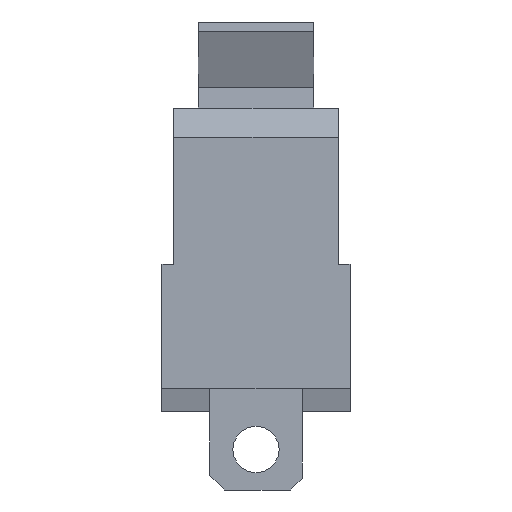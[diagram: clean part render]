
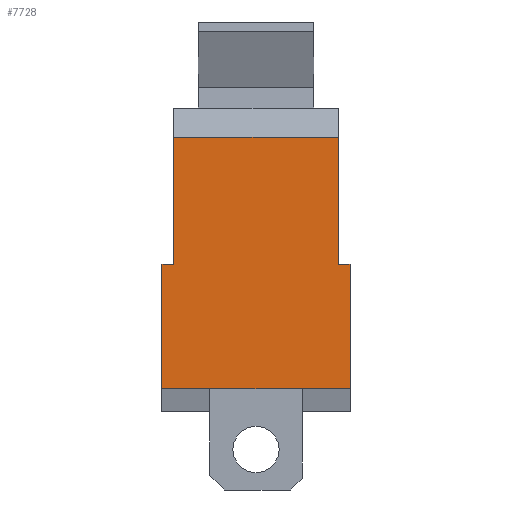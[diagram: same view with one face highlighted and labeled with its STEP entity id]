
A CAD part, front view. The second image highlights one B-rep face of the part: STEP entity #7728.
In plain terms, the highlighted planar face has unit normal (0, -1, 0).
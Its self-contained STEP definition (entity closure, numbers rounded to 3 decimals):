
#4197 = PLANE('',#4198);
#4198 = AXIS2_PLACEMENT_3D('',#4199,#4200,#4201);
#4199 = CARTESIAN_POINT('',(18.049,-9.,7.797));
#4200 = DIRECTION('',(0.,0.,1.));
#4201 = DIRECTION('',(1.,0.,0.));
#4222 = VERTEX_POINT('',#4223);
#4223 = CARTESIAN_POINT('',(17.848,-19.,7.797));
#4237 = PLANE('',#4238);
#4238 = AXIS2_PLACEMENT_3D('',#4239,#4240,#4241);
#4239 = CARTESIAN_POINT('',(17.848,-8.793,
    10.255));
#4240 = DIRECTION('',(1.,0.,0.));
#4241 = DIRECTION('',(0.,0.,1.));
#4249 = EDGE_CURVE('',#4222,#4250,#4252,.T.);
#4250 = VERTEX_POINT('',#4251);
#4251 = CARTESIAN_POINT('',(18.25,-19.,7.797));
#4252 = SURFACE_CURVE('',#4253,(#4257,#4264),.PCURVE_S1.);
#4253 = LINE('',#4254,#4255);
#4254 = CARTESIAN_POINT('',(17.848,-19.,7.797));
#4255 = VECTOR('',#4256,1.);
#4256 = DIRECTION('',(1.,0.,0.));
#4257 = PCURVE('',#4197,#4258);
#4258 = DEFINITIONAL_REPRESENTATION('',(#4259),#4263);
#4259 = LINE('',#4260,#4261);
#4260 = CARTESIAN_POINT('',(-0.201,-10.));
#4261 = VECTOR('',#4262,1.);
#4262 = DIRECTION('',(1.,0.));
#4263 = ( GEOMETRIC_REPRESENTATION_CONTEXT(2) 
PARAMETRIC_REPRESENTATION_CONTEXT() REPRESENTATION_CONTEXT('2D SPACE',''
  ) );
#4264 = PCURVE('',#4265,#4270);
#4265 = PLANE('',#4266);
#4266 = AXIS2_PLACEMENT_3D('',#4267,#4268,#4269);
#4267 = CARTESIAN_POINT('',(15.,-19.,7.734));
#4268 = DIRECTION('',(-0.,-1.,-0.));
#4269 = DIRECTION('',(0.,0.,-1.));
#4270 = DEFINITIONAL_REPRESENTATION('',(#4271),#4275);
#4271 = LINE('',#4272,#4273);
#4272 = CARTESIAN_POINT('',(-0.063,2.848));
#4273 = VECTOR('',#4274,1.);
#4274 = DIRECTION('',(0.,1.));
#4275 = ( GEOMETRIC_REPRESENTATION_CONTEXT(2) 
PARAMETRIC_REPRESENTATION_CONTEXT() REPRESENTATION_CONTEXT('2D SPACE',''
  ) );
#4291 = PLANE('',#4292);
#4292 = AXIS2_PLACEMENT_3D('',#4293,#4294,#4295);
#4293 = CARTESIAN_POINT('',(18.25,-8.965,5.386));
#4294 = DIRECTION('',(1.,0.,0.));
#4295 = DIRECTION('',(0.,0.,1.));
#4526 = EDGE_CURVE('',#4250,#4527,#4529,.T.);
#4527 = VERTEX_POINT('',#4528);
#4528 = CARTESIAN_POINT('',(18.25,-19.,3.503));
#4529 = SURFACE_CURVE('',#4530,(#4534,#4541),.PCURVE_S1.);
#4530 = LINE('',#4531,#4532);
#4531 = CARTESIAN_POINT('',(18.25,-19.,7.797));
#4532 = VECTOR('',#4533,1.);
#4533 = DIRECTION('',(0.,0.,-1.));
#4534 = PCURVE('',#4291,#4535);
#4535 = DEFINITIONAL_REPRESENTATION('',(#4536),#4540);
#4536 = LINE('',#4537,#4538);
#4537 = CARTESIAN_POINT('',(2.411,10.035));
#4538 = VECTOR('',#4539,1.);
#4539 = DIRECTION('',(-1.,0.));
#4540 = ( GEOMETRIC_REPRESENTATION_CONTEXT(2) 
PARAMETRIC_REPRESENTATION_CONTEXT() REPRESENTATION_CONTEXT('2D SPACE',''
  ) );
#4541 = PCURVE('',#4265,#4542);
#4542 = DEFINITIONAL_REPRESENTATION('',(#4543),#4547);
#4543 = LINE('',#4544,#4545);
#4544 = CARTESIAN_POINT('',(-0.063,3.25));
#4545 = VECTOR('',#4546,1.);
#4546 = DIRECTION('',(1.,0.));
#4547 = ( GEOMETRIC_REPRESENTATION_CONTEXT(2) 
PARAMETRIC_REPRESENTATION_CONTEXT() REPRESENTATION_CONTEXT('2D SPACE',''
  ) );
#4565 = PLANE('',#4566);
#4566 = AXIS2_PLACEMENT_3D('',#4567,#4568,#4569);
#4567 = CARTESIAN_POINT('',(15.,-17.315,3.503));
#4568 = DIRECTION('',(-0.,-0.,-1.));
#4569 = DIRECTION('',(-1.,0.,0.));
#5741 = PLANE('',#5742);
#5742 = AXIS2_PLACEMENT_3D('',#5743,#5744,#5745);
#5743 = CARTESIAN_POINT('',(11.75,-8.965,5.386));
#5744 = DIRECTION('',(-1.,-0.,-0.));
#5745 = DIRECTION('',(0.,0.,-1.));
#5807 = VERTEX_POINT('',#5808);
#5808 = CARTESIAN_POINT('',(11.75,-19.,3.503));
#5829 = EDGE_CURVE('',#5807,#5830,#5832,.T.);
#5830 = VERTEX_POINT('',#5831);
#5831 = CARTESIAN_POINT('',(11.75,-19.,7.797));
#5832 = SURFACE_CURVE('',#5833,(#5837,#5844),.PCURVE_S1.);
#5833 = LINE('',#5834,#5835);
#5834 = CARTESIAN_POINT('',(11.75,-19.,3.503));
#5835 = VECTOR('',#5836,1.);
#5836 = DIRECTION('',(0.,0.,1.));
#5837 = PCURVE('',#5741,#5838);
#5838 = DEFINITIONAL_REPRESENTATION('',(#5839),#5843);
#5839 = LINE('',#5840,#5841);
#5840 = CARTESIAN_POINT('',(1.883,10.035));
#5841 = VECTOR('',#5842,1.);
#5842 = DIRECTION('',(-1.,0.));
#5843 = ( GEOMETRIC_REPRESENTATION_CONTEXT(2) 
PARAMETRIC_REPRESENTATION_CONTEXT() REPRESENTATION_CONTEXT('2D SPACE',''
  ) );
#5844 = PCURVE('',#4265,#5845);
#5845 = DEFINITIONAL_REPRESENTATION('',(#5846),#5850);
#5846 = LINE('',#5847,#5848);
#5847 = CARTESIAN_POINT('',(4.231,-3.25));
#5848 = VECTOR('',#5849,1.);
#5849 = DIRECTION('',(-1.,0.));
#5850 = ( GEOMETRIC_REPRESENTATION_CONTEXT(2) 
PARAMETRIC_REPRESENTATION_CONTEXT() REPRESENTATION_CONTEXT('2D SPACE',''
  ) );
#5868 = PLANE('',#5869);
#5869 = AXIS2_PLACEMENT_3D('',#5870,#5871,#5872);
#5870 = CARTESIAN_POINT('',(11.951,-9.,7.797));
#5871 = DIRECTION('',(0.,0.,1.));
#5872 = DIRECTION('',(1.,0.,0.));
#6943 = EDGE_CURVE('',#5830,#6944,#6946,.T.);
#6944 = VERTEX_POINT('',#6945);
#6945 = CARTESIAN_POINT('',(12.153,-19.,7.797));
#6946 = SURFACE_CURVE('',#6947,(#6951,#6958),.PCURVE_S1.);
#6947 = LINE('',#6948,#6949);
#6948 = CARTESIAN_POINT('',(11.75,-19.,7.797));
#6949 = VECTOR('',#6950,1.);
#6950 = DIRECTION('',(1.,0.,0.));
#6951 = PCURVE('',#5868,#6952);
#6952 = DEFINITIONAL_REPRESENTATION('',(#6953),#6957);
#6953 = LINE('',#6954,#6955);
#6954 = CARTESIAN_POINT('',(-0.201,-10.));
#6955 = VECTOR('',#6956,1.);
#6956 = DIRECTION('',(1.,0.));
#6957 = ( GEOMETRIC_REPRESENTATION_CONTEXT(2) 
PARAMETRIC_REPRESENTATION_CONTEXT() REPRESENTATION_CONTEXT('2D SPACE',''
  ) );
#6958 = PCURVE('',#4265,#6959);
#6959 = DEFINITIONAL_REPRESENTATION('',(#6960),#6964);
#6960 = LINE('',#6961,#6962);
#6961 = CARTESIAN_POINT('',(-0.063,-3.25));
#6962 = VECTOR('',#6963,1.);
#6963 = DIRECTION('',(0.,1.));
#6964 = ( GEOMETRIC_REPRESENTATION_CONTEXT(2) 
PARAMETRIC_REPRESENTATION_CONTEXT() REPRESENTATION_CONTEXT('2D SPACE',''
  ) );
#6982 = PLANE('',#6983);
#6983 = AXIS2_PLACEMENT_3D('',#6984,#6985,#6986);
#6984 = CARTESIAN_POINT('',(12.153,-8.793,
    10.255));
#6985 = DIRECTION('',(-1.,0.,0.));
#6986 = DIRECTION('',(0.,0.,-1.));
#7067 = EDGE_CURVE('',#7068,#6944,#7070,.T.);
#7068 = VERTEX_POINT('',#7069);
#7069 = CARTESIAN_POINT('',(12.153,-19.,12.198));
#7070 = SURFACE_CURVE('',#7071,(#7075,#7082),.PCURVE_S1.);
#7071 = LINE('',#7072,#7073);
#7072 = CARTESIAN_POINT('',(12.153,-19.,12.198));
#7073 = VECTOR('',#7074,1.);
#7074 = DIRECTION('',(0.,0.,-1.));
#7075 = PCURVE('',#6982,#7076);
#7076 = DEFINITIONAL_REPRESENTATION('',(#7077),#7081);
#7077 = LINE('',#7078,#7079);
#7078 = CARTESIAN_POINT('',(-1.943,10.207));
#7079 = VECTOR('',#7080,1.);
#7080 = DIRECTION('',(1.,0.));
#7081 = ( GEOMETRIC_REPRESENTATION_CONTEXT(2) 
PARAMETRIC_REPRESENTATION_CONTEXT() REPRESENTATION_CONTEXT('2D SPACE',''
  ) );
#7082 = PCURVE('',#4265,#7083);
#7083 = DEFINITIONAL_REPRESENTATION('',(#7084),#7088);
#7084 = LINE('',#7085,#7086);
#7085 = CARTESIAN_POINT('',(-4.464,-2.847));
#7086 = VECTOR('',#7087,1.);
#7087 = DIRECTION('',(1.,0.));
#7088 = ( GEOMETRIC_REPRESENTATION_CONTEXT(2) 
PARAMETRIC_REPRESENTATION_CONTEXT() REPRESENTATION_CONTEXT('2D SPACE',''
  ) );
#7106 = PLANE('',#7107);
#7107 = AXIS2_PLACEMENT_3D('',#7108,#7109,#7110);
#7108 = CARTESIAN_POINT('',(15.,-13.793,
    12.198));
#7109 = DIRECTION('',(0.,0.,1.));
#7110 = DIRECTION('',(1.,0.,0.));
#7659 = VERTEX_POINT('',#7660);
#7660 = CARTESIAN_POINT('',(17.848,-19.,12.198));
#7681 = EDGE_CURVE('',#7659,#4222,#7682,.T.);
#7682 = SURFACE_CURVE('',#7683,(#7687,#7694),.PCURVE_S1.);
#7683 = LINE('',#7684,#7685);
#7684 = CARTESIAN_POINT('',(17.848,-19.,12.198));
#7685 = VECTOR('',#7686,1.);
#7686 = DIRECTION('',(0.,0.,-1.));
#7687 = PCURVE('',#4237,#7688);
#7688 = DEFINITIONAL_REPRESENTATION('',(#7689),#7693);
#7689 = LINE('',#7690,#7691);
#7690 = CARTESIAN_POINT('',(1.943,10.207));
#7691 = VECTOR('',#7692,1.);
#7692 = DIRECTION('',(-1.,0.));
#7693 = ( GEOMETRIC_REPRESENTATION_CONTEXT(2) 
PARAMETRIC_REPRESENTATION_CONTEXT() REPRESENTATION_CONTEXT('2D SPACE',''
  ) );
#7694 = PCURVE('',#4265,#7695);
#7695 = DEFINITIONAL_REPRESENTATION('',(#7696),#7700);
#7696 = LINE('',#7697,#7698);
#7697 = CARTESIAN_POINT('',(-4.464,2.848));
#7698 = VECTOR('',#7699,1.);
#7699 = DIRECTION('',(1.,0.));
#7700 = ( GEOMETRIC_REPRESENTATION_CONTEXT(2) 
PARAMETRIC_REPRESENTATION_CONTEXT() REPRESENTATION_CONTEXT('2D SPACE',''
  ) );
#7728 = ADVANCED_FACE('',(#7729),#4265,.T.);
#7729 = FACE_BOUND('',#7730,.T.);
#7730 = EDGE_LOOP('',(#7731,#7732,#7733,#7734,#7755,#7756,#7757,#7758));
#7731 = ORIENTED_EDGE('',*,*,#4526,.F.);
#7732 = ORIENTED_EDGE('',*,*,#4249,.F.);
#7733 = ORIENTED_EDGE('',*,*,#7681,.F.);
#7734 = ORIENTED_EDGE('',*,*,#7735,.T.);
#7735 = EDGE_CURVE('',#7659,#7068,#7736,.T.);
#7736 = SURFACE_CURVE('',#7737,(#7741,#7748),.PCURVE_S1.);
#7737 = LINE('',#7738,#7739);
#7738 = CARTESIAN_POINT('',(17.848,-19.,12.198));
#7739 = VECTOR('',#7740,1.);
#7740 = DIRECTION('',(-1.,0.,0.));
#7741 = PCURVE('',#4265,#7742);
#7742 = DEFINITIONAL_REPRESENTATION('',(#7743),#7747);
#7743 = LINE('',#7744,#7745);
#7744 = CARTESIAN_POINT('',(-4.464,2.848));
#7745 = VECTOR('',#7746,1.);
#7746 = DIRECTION('',(0.,-1.));
#7747 = ( GEOMETRIC_REPRESENTATION_CONTEXT(2) 
PARAMETRIC_REPRESENTATION_CONTEXT() REPRESENTATION_CONTEXT('2D SPACE',''
  ) );
#7748 = PCURVE('',#7106,#7749);
#7749 = DEFINITIONAL_REPRESENTATION('',(#7750),#7754);
#7750 = LINE('',#7751,#7752);
#7751 = CARTESIAN_POINT('',(2.847,-5.207));
#7752 = VECTOR('',#7753,1.);
#7753 = DIRECTION('',(-1.,0.));
#7754 = ( GEOMETRIC_REPRESENTATION_CONTEXT(2) 
PARAMETRIC_REPRESENTATION_CONTEXT() REPRESENTATION_CONTEXT('2D SPACE',''
  ) );
#7755 = ORIENTED_EDGE('',*,*,#7067,.T.);
#7756 = ORIENTED_EDGE('',*,*,#6943,.F.);
#7757 = ORIENTED_EDGE('',*,*,#5829,.F.);
#7758 = ORIENTED_EDGE('',*,*,#7759,.T.);
#7759 = EDGE_CURVE('',#5807,#4527,#7760,.T.);
#7760 = SURFACE_CURVE('',#7761,(#7765,#7772),.PCURVE_S1.);
#7761 = LINE('',#7762,#7763);
#7762 = CARTESIAN_POINT('',(11.75,-19.,3.503));
#7763 = VECTOR('',#7764,1.);
#7764 = DIRECTION('',(1.,0.,0.));
#7765 = PCURVE('',#4265,#7766);
#7766 = DEFINITIONAL_REPRESENTATION('',(#7767),#7771);
#7767 = LINE('',#7768,#7769);
#7768 = CARTESIAN_POINT('',(4.231,-3.25));
#7769 = VECTOR('',#7770,1.);
#7770 = DIRECTION('',(0.,1.));
#7771 = ( GEOMETRIC_REPRESENTATION_CONTEXT(2) 
PARAMETRIC_REPRESENTATION_CONTEXT() REPRESENTATION_CONTEXT('2D SPACE',''
  ) );
#7772 = PCURVE('',#4565,#7773);
#7773 = DEFINITIONAL_REPRESENTATION('',(#7774),#7778);
#7774 = LINE('',#7775,#7776);
#7775 = CARTESIAN_POINT('',(3.25,-1.685));
#7776 = VECTOR('',#7777,1.);
#7777 = DIRECTION('',(-1.,0.));
#7778 = ( GEOMETRIC_REPRESENTATION_CONTEXT(2) 
PARAMETRIC_REPRESENTATION_CONTEXT() REPRESENTATION_CONTEXT('2D SPACE',''
  ) );
